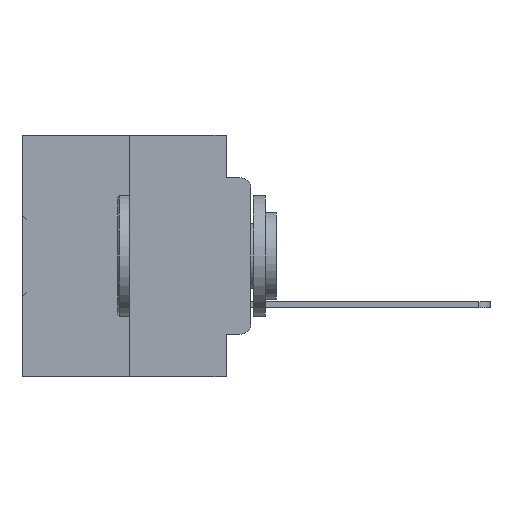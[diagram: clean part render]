
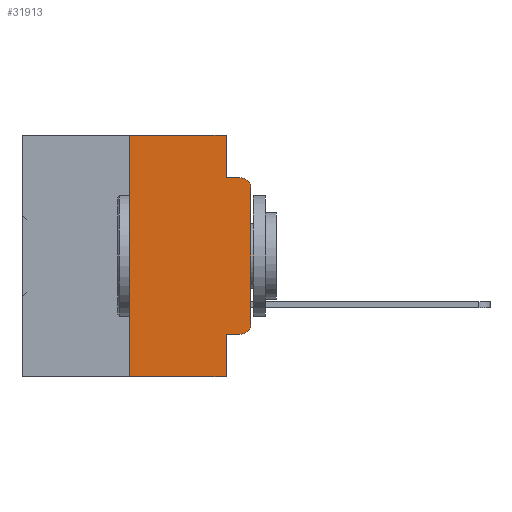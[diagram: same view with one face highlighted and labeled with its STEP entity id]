
A CAD part, left-side view. The second image highlights one B-rep face of the part: STEP entity #31913.
In plain terms, the highlighted planar face has unit normal (-1, 0, 0).
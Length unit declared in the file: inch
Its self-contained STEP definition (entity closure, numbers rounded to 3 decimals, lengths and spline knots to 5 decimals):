
#712 = CIRCLE ( 'NONE', #4385, 0.02 ) ;
#1142 = VERTEX_POINT ( 'NONE', #23439 ) ;
#1232 = FACE_OUTER_BOUND ( 'NONE', #5593, .T. ) ;
#1293 = ORIENTED_EDGE ( 'NONE', *, *, #6830, .T. ) ;
#1887 = DIRECTION ( 'NONE',  ( 0., 0., 1. ) ) ;
#1977 = DIRECTION ( 'NONE',  ( -1., 0., 0. ) ) ;
#2039 = CARTESIAN_POINT ( 'NONE',  ( 0., 0.051, -0.0885 ) ) ;
#2166 = LINE ( 'NONE', #19359, #24510 ) ;
#2788 = VERTEX_POINT ( 'NONE', #22831 ) ;
#2818 = CARTESIAN_POINT ( 'NONE',  ( 0., 0.051, -0.0885 ) ) ;
#2944 = PLANE ( 'NONE',  #24066 ) ;
#3124 = DIRECTION ( 'NONE',  ( -1., 0., 0. ) ) ;
#3824 = ORIENTED_EDGE ( 'NONE', *, *, #27467, .F. ) ;
#4221 = ORIENTED_EDGE ( 'NONE', *, *, #11901, .T. ) ;
#4246 = EDGE_CURVE ( 'NONE', #20632, #36383, #24686, .T. ) ;
#4385 = AXIS2_PLACEMENT_3D ( 'NONE', #20330, #1977, #23294 ) ;
#4491 = CARTESIAN_POINT ( 'NONE',  ( 0., 0.051, -0.5 ) ) ;
#5009 = CARTESIAN_POINT ( 'NONE',  ( 0., 0.02, -0.4115 ) ) ;
#5556 = DIRECTION ( 'NONE',  ( 0., -1., 0. ) ) ;
#5593 = EDGE_LOOP ( 'NONE', ( #1293, #17747, #18224, #10064, #3824, #14414, #30042, #12394, #4221, #35336 ) ) ;
#5609 = VECTOR ( 'NONE', #7726, 39.37008 ) ;
#6105 = DIRECTION ( 'NONE',  ( 1., 0., 0. ) ) ;
#6433 = VECTOR ( 'NONE', #20035, 39.37008 ) ;
#6782 = CARTESIAN_POINT ( 'NONE',  ( 0., 0., -0.1085 ) ) ;
#6830 = EDGE_CURVE ( 'NONE', #19488, #35587, #12779, .T. ) ;
#7726 = DIRECTION ( 'NONE',  ( 0., 0., 1. ) ) ;
#8429 = AXIS2_PLACEMENT_3D ( 'NONE', #21362, #3124, #24371 ) ;
#9464 = EDGE_CURVE ( 'NONE', #1142, #29708, #24692, .T. ) ;
#10064 = ORIENTED_EDGE ( 'NONE', *, *, #13390, .F. ) ;
#11760 = LINE ( 'NONE', #37352, #33453 ) ;
#11901 = EDGE_CURVE ( 'NONE', #24744, #14553, #18421, .T. ) ;
#12151 = CARTESIAN_POINT ( 'NONE',  ( 0., 0.473, 0. ) ) ;
#12394 = ORIENTED_EDGE ( 'NONE', *, *, #17376, .F. ) ;
#12586 = EDGE_CURVE ( 'NONE', #14553, #19488, #28935, .T. ) ;
#12779 = LINE ( 'NONE', #25783, #5609 ) ;
#13390 = EDGE_CURVE ( 'NONE', #29279, #20632, #14622, .T. ) ;
#14414 = ORIENTED_EDGE ( 'NONE', *, *, #29207, .F. ) ;
#14553 = VERTEX_POINT ( 'NONE', #5009 ) ;
#14570 = EDGE_CURVE ( 'NONE', #35587, #36383, #712, .T. ) ;
#14622 = LINE ( 'NONE', #34466, #6433 ) ;
#15560 = VECTOR ( 'NONE', #5556, 39.37008 ) ;
#15969 = CARTESIAN_POINT ( 'NONE',  ( 0., 0.051, 0. ) ) ;
#16853 = VECTOR ( 'NONE', #32903, 39.37008 ) ;
#16914 = LINE ( 'NONE', #15969, #31556 ) ;
#17376 = EDGE_CURVE ( 'NONE', #24744, #29708, #16914, .T. ) ;
#17747 = ORIENTED_EDGE ( 'NONE', *, *, #14570, .T. ) ;
#17780 = CARTESIAN_POINT ( 'NONE',  ( 0., 0., -0.3915 ) ) ;
#17874 = CARTESIAN_POINT ( 'NONE',  ( 0., 0.051, -0.4115 ) ) ;
#18224 = ORIENTED_EDGE ( 'NONE', *, *, #4246, .F. ) ;
#18421 = LINE ( 'NONE', #17874, #15560 ) ;
#19359 = CARTESIAN_POINT ( 'NONE',  ( 0., 0.473, 0. ) ) ;
#19488 = VERTEX_POINT ( 'NONE', #17780 ) ;
#20035 = DIRECTION ( 'NONE',  ( 0., 0., -1. ) ) ;
#20330 = CARTESIAN_POINT ( 'NONE',  ( 0., 0.02, -0.1085 ) ) ;
#20632 = VERTEX_POINT ( 'NONE', #2039 ) ;
#21105 = DIRECTION ( 'NONE',  ( 0., -1., 0. ) ) ;
#21362 = CARTESIAN_POINT ( 'NONE',  ( 0., 0.02, -0.3915 ) ) ;
#22831 = CARTESIAN_POINT ( 'NONE',  ( 0., 0.25, 0. ) ) ;
#23294 = DIRECTION ( 'NONE',  ( 0., 0., -1. ) ) ;
#23439 = CARTESIAN_POINT ( 'NONE',  ( 0., 0.25, -0.5 ) ) ;
#23768 = VECTOR ( 'NONE', #21105, 39.37008 ) ;
#24066 = AXIS2_PLACEMENT_3D ( 'NONE', #12151, #6105, #27164 ) ;
#24371 = DIRECTION ( 'NONE',  ( 0., 0., -1. ) ) ;
#24510 = VECTOR ( 'NONE', #30950, 39.37008 ) ;
#24686 = LINE ( 'NONE', #2818, #23768 ) ;
#24692 = LINE ( 'NONE', #27133, #16853 ) ;
#24744 = VERTEX_POINT ( 'NONE', #37699 ) ;
#24892 = DIRECTION ( 'NONE',  ( 0., 0., -1. ) ) ;
#25783 = CARTESIAN_POINT ( 'NONE',  ( 0., 0., 0. ) ) ;
#27133 = CARTESIAN_POINT ( 'NONE',  ( 0., 0.473, -0.5 ) ) ;
#27164 = DIRECTION ( 'NONE',  ( 0., 0., -1. ) ) ;
#27467 = EDGE_CURVE ( 'NONE', #2788, #29279, #2166, .T. ) ;
#28935 = CIRCLE ( 'NONE', #8429, 0.02 ) ;
#29207 = EDGE_CURVE ( 'NONE', #1142, #2788, #11760, .T. ) ;
#29279 = VERTEX_POINT ( 'NONE', #32121 ) ;
#29708 = VERTEX_POINT ( 'NONE', #4491 ) ;
#30042 = ORIENTED_EDGE ( 'NONE', *, *, #9464, .T. ) ;
#30888 = CARTESIAN_POINT ( 'NONE',  ( 0., 0.02, -0.0885 ) ) ;
#30950 = DIRECTION ( 'NONE',  ( 0., -1., 0. ) ) ;
#31556 = VECTOR ( 'NONE', #24892, 39.37008 ) ;
#31913 = ADVANCED_FACE ( 'NONE', ( #1232 ), #2944, .F. ) ;
#32121 = CARTESIAN_POINT ( 'NONE',  ( 0., 0.051, 0. ) ) ;
#32903 = DIRECTION ( 'NONE',  ( 0., -1., 0. ) ) ;
#33453 = VECTOR ( 'NONE', #1887, 39.37008 ) ;
#34466 = CARTESIAN_POINT ( 'NONE',  ( 0., 0.051, 0. ) ) ;
#35336 = ORIENTED_EDGE ( 'NONE', *, *, #12586, .T. ) ;
#35587 = VERTEX_POINT ( 'NONE', #6782 ) ;
#36383 = VERTEX_POINT ( 'NONE', #30888 ) ;
#37352 = CARTESIAN_POINT ( 'NONE',  ( 0., 0.25, 0. ) ) ;
#37699 = CARTESIAN_POINT ( 'NONE',  ( 0., 0.051, -0.4115 ) ) ;
